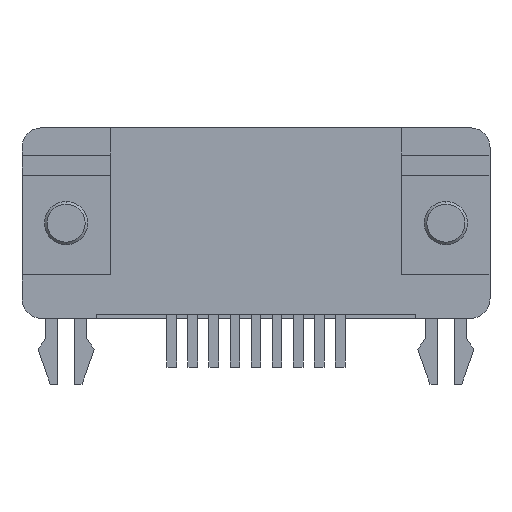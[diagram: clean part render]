
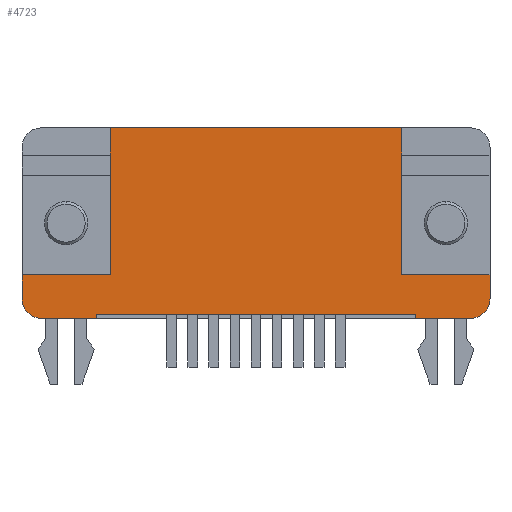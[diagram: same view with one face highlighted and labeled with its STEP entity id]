
A CAD part, front view. The second image highlights one B-rep face of the part: STEP entity #4723.
In plain terms, the highlighted planar face has unit normal (0, -1, 0).
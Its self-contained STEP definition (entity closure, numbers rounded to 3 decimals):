
#4350 = VERTEX_POINT('',#4351);
#4351 = CARTESIAN_POINT('',(-14.105,-1.67,0.025));
#4357 = EDGE_CURVE('',#4350,#4358,#4360,.T.);
#4358 = VERTEX_POINT('',#4359);
#4359 = CARTESIAN_POINT('',(-15.405,-1.67,1.325));
#4360 = CIRCLE('',#4361,1.3);
#4361 = AXIS2_PLACEMENT_3D('',#4362,#4363,#4364);
#4362 = CARTESIAN_POINT('',(-14.105,-1.67,1.325));
#4363 = DIRECTION('',(0.,1.,0.));
#4364 = DIRECTION('',(-1.,0.,0.));
#4521 = VERTEX_POINT('',#4522);
#4522 = CARTESIAN_POINT('',(14.105,-1.67,0.025));
#4528 = EDGE_CURVE('',#4521,#4529,#4531,.T.);
#4529 = VERTEX_POINT('',#4530);
#4530 = CARTESIAN_POINT('',(10.5,-1.67,0.025));
#4531 = LINE('',#4532,#4533);
#4532 = CARTESIAN_POINT('',(14.105,-1.67,0.025));
#4533 = VECTOR('',#4534,1.);
#4534 = DIRECTION('',(-1.,0.,0.));
#4553 = VERTEX_POINT('',#4554);
#4554 = CARTESIAN_POINT('',(-10.5,-1.67,0.025));
#4560 = EDGE_CURVE('',#4553,#4350,#4561,.T.);
#4561 = LINE('',#4562,#4563);
#4562 = CARTESIAN_POINT('',(14.105,-1.67,0.025));
#4563 = VECTOR('',#4564,1.);
#4564 = DIRECTION('',(-1.,0.,0.));
#4587 = VERTEX_POINT('',#4588);
#4588 = CARTESIAN_POINT('',(-10.5,-1.67,0.3));
#4594 = EDGE_CURVE('',#4553,#4587,#4595,.T.);
#4595 = LINE('',#4596,#4597);
#4596 = CARTESIAN_POINT('',(-10.5,-1.67,3.05));
#4597 = VECTOR('',#4598,1.);
#4598 = DIRECTION('',(0.,0.,1.));
#4662 = EDGE_CURVE('',#4587,#4663,#4665,.T.);
#4663 = VERTEX_POINT('',#4664);
#4664 = CARTESIAN_POINT('',(10.5,-1.67,0.3));
#4665 = LINE('',#4666,#4667);
#4666 = CARTESIAN_POINT('',(0.,-1.67,0.3));
#4667 = VECTOR('',#4668,1.);
#4668 = DIRECTION('',(1.,0.,0.));
#4711 = EDGE_CURVE('',#4663,#4529,#4712,.T.);
#4712 = LINE('',#4713,#4714);
#4713 = CARTESIAN_POINT('',(10.5,-1.67,3.05));
#4714 = VECTOR('',#4715,1.);
#4715 = DIRECTION('',(0.,0.,-1.));
#4723 = ADVANCED_FACE('',(#4724),#4795,.F.);
#4724 = FACE_BOUND('',#4725,.T.);
#4725 = EDGE_LOOP('',(#4726,#4727,#4728,#4729,#4730,#4739,#4747,#4755,
    #4763,#4771,#4779,#4787,#4793,#4794));
#4726 = ORIENTED_EDGE('',*,*,#4594,.T.);
#4727 = ORIENTED_EDGE('',*,*,#4662,.T.);
#4728 = ORIENTED_EDGE('',*,*,#4711,.T.);
#4729 = ORIENTED_EDGE('',*,*,#4528,.F.);
#4730 = ORIENTED_EDGE('',*,*,#4731,.F.);
#4731 = EDGE_CURVE('',#4732,#4521,#4734,.T.);
#4732 = VERTEX_POINT('',#4733);
#4733 = CARTESIAN_POINT('',(15.405,-1.67,1.325));
#4734 = CIRCLE('',#4735,1.3);
#4735 = AXIS2_PLACEMENT_3D('',#4736,#4737,#4738);
#4736 = CARTESIAN_POINT('',(14.105,-1.67,1.325));
#4737 = DIRECTION('',(0.,1.,0.));
#4738 = DIRECTION('',(-1.,0.,0.));
#4739 = ORIENTED_EDGE('',*,*,#4740,.F.);
#4740 = EDGE_CURVE('',#4741,#4732,#4743,.T.);
#4741 = VERTEX_POINT('',#4742);
#4742 = CARTESIAN_POINT('',(15.405,-1.67,2.9));
#4743 = LINE('',#4744,#4745);
#4744 = CARTESIAN_POINT('',(15.405,-1.67,11.275));
#4745 = VECTOR('',#4746,1.);
#4746 = DIRECTION('',(0.,0.,-1.));
#4747 = ORIENTED_EDGE('',*,*,#4748,.T.);
#4748 = EDGE_CURVE('',#4741,#4749,#4751,.T.);
#4749 = VERTEX_POINT('',#4750);
#4750 = CARTESIAN_POINT('',(9.6,-1.67,2.9));
#4751 = LINE('',#4752,#4753);
#4752 = CARTESIAN_POINT('',(9.8,-1.67,2.9));
#4753 = VECTOR('',#4754,1.);
#4754 = DIRECTION('',(-1.,0.,0.));
#4755 = ORIENTED_EDGE('',*,*,#4756,.T.);
#4756 = EDGE_CURVE('',#4749,#4757,#4759,.T.);
#4757 = VERTEX_POINT('',#4758);
#4758 = CARTESIAN_POINT('',(9.6,-1.67,12.575));
#4759 = LINE('',#4760,#4761);
#4760 = CARTESIAN_POINT('',(9.6,-1.67,7.03));
#4761 = VECTOR('',#4762,1.);
#4762 = DIRECTION('',(0.,0.,1.));
#4763 = ORIENTED_EDGE('',*,*,#4764,.F.);
#4764 = EDGE_CURVE('',#4765,#4757,#4767,.T.);
#4765 = VERTEX_POINT('',#4766);
#4766 = CARTESIAN_POINT('',(-9.6,-1.67,12.575));
#4767 = LINE('',#4768,#4769);
#4768 = CARTESIAN_POINT('',(-14.105,-1.67,12.575));
#4769 = VECTOR('',#4770,1.);
#4770 = DIRECTION('',(1.,0.,0.));
#4771 = ORIENTED_EDGE('',*,*,#4772,.T.);
#4772 = EDGE_CURVE('',#4765,#4773,#4775,.T.);
#4773 = VERTEX_POINT('',#4774);
#4774 = CARTESIAN_POINT('',(-9.6,-1.67,2.9));
#4775 = LINE('',#4776,#4777);
#4776 = CARTESIAN_POINT('',(-9.6,-1.67,7.03));
#4777 = VECTOR('',#4778,1.);
#4778 = DIRECTION('',(0.,0.,-1.));
#4779 = ORIENTED_EDGE('',*,*,#4780,.T.);
#4780 = EDGE_CURVE('',#4773,#4781,#4783,.T.);
#4781 = VERTEX_POINT('',#4782);
#4782 = CARTESIAN_POINT('',(-15.405,-1.67,2.9));
#4783 = LINE('',#4784,#4785);
#4784 = CARTESIAN_POINT('',(-4.8,-1.67,2.9));
#4785 = VECTOR('',#4786,1.);
#4786 = DIRECTION('',(-1.,0.,0.));
#4787 = ORIENTED_EDGE('',*,*,#4788,.F.);
#4788 = EDGE_CURVE('',#4358,#4781,#4789,.T.);
#4789 = LINE('',#4790,#4791);
#4790 = CARTESIAN_POINT('',(-15.405,-1.67,1.325));
#4791 = VECTOR('',#4792,1.);
#4792 = DIRECTION('',(0.,0.,1.));
#4793 = ORIENTED_EDGE('',*,*,#4357,.F.);
#4794 = ORIENTED_EDGE('',*,*,#4560,.F.);
#4795 = PLANE('',#4796);
#4796 = AXIS2_PLACEMENT_3D('',#4797,#4798,#4799);
#4797 = CARTESIAN_POINT('',(0.,-1.67,6.3));
#4798 = DIRECTION('',(0.,1.,0.));
#4799 = DIRECTION('',(-1.,0.,0.));
